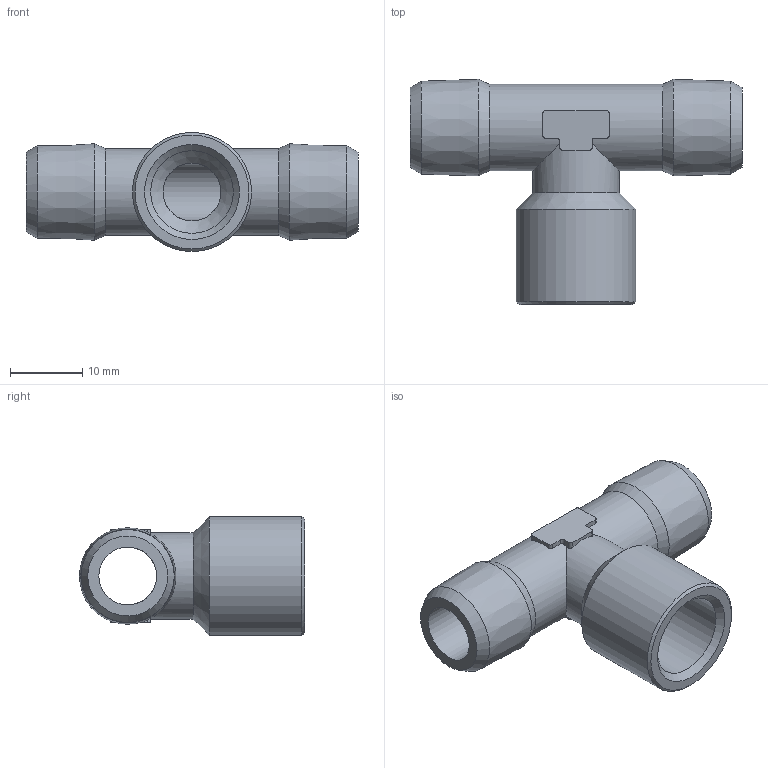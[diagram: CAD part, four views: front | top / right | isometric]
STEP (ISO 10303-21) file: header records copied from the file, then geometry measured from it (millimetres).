
FILE_DESCRIPTION(/* description */ ('STEP AP214'),/* implementation_level */ '2;1');
FILE_NAME(/* name */ '8030256_NPFC-T-G14-2R14-FMM',/* time_stamp */ '2024-09-13T00:32:43+02:00',/* author */ ('License CC BY-ND 4.0'),/* organization */ ('CADENAS'),/* preprocessor_version */ 'ST-DEVELOPER v19.3',/* originating_system */ 'PARTsolutions',/* authorisation */ ' ');
FILE_SCHEMA (('FEATURE_BASED_PROCESS_PLANNING','AUTOMOTIVE_DESIGN {1 0 10303 214 3 1 1}'));
Length unit declared in the file: millimetre
Products named in the file (1): 8030256 NPFC-T-G14-2R14-FMM
Bounding box: 46 x 31.19 x 16.5 mm (x, y, z)
Volume: 5153 mm3; surface area: 4741.6 mm2
Topology: 1 solids, 1 shells, 51 faces, 136 edges, 87 vertices
Faces by surface type: plane 21, cylinder 20, cone 10
Full cylindrical faces by diameter (mm): 8 x2, 11.445 x1, 12 x2, 16.5 x1
Entity records: 1528 total; most frequent: CARTESIAN_POINT 294, DIRECTION 252, ORIENTED_EDGE 232, EDGE_CURVE 116, AXIS2_PLACEMENT_3D 98, VERTEX_POINT 84, EDGE_LOOP 72, FACE_BOUND 72
